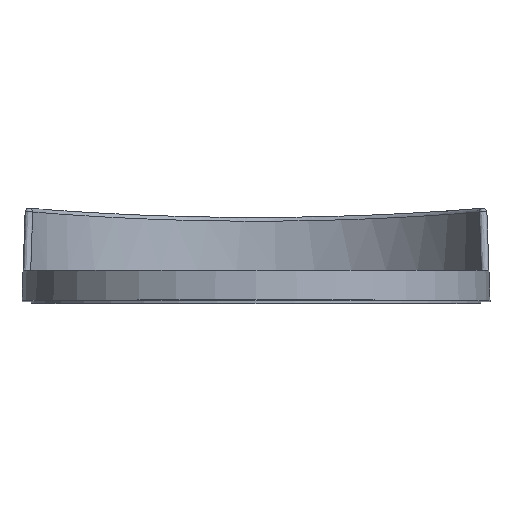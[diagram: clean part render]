
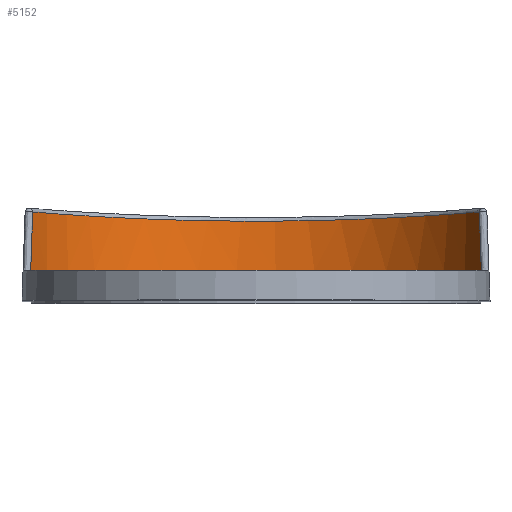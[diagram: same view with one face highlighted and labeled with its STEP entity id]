
A CAD part, top view. The second image highlights one B-rep face of the part: STEP entity #5152.
In plain terms, the highlighted conical face has half-angle 2 degrees and reference radius 15.216 mm.
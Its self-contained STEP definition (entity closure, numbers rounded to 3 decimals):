
#922=CARTESIAN_POINT('',(0.,1.9,-10.075));
#923=DIRECTION('',(0.,1.,0.));
#924=DIRECTION('',(0.945,0.,-0.328));
#925=AXIS2_PLACEMENT_3D('',#922,#923,#924);
#1124=CARTESIAN_POINT('',(-14.187,5.662,
-15.754));
#1125=CARTESIAN_POINT('',(-13.905,5.639,
-16.457));
#1126=CARTESIAN_POINT('',(-13.235,5.586,
-17.821));
#1127=CARTESIAN_POINT('',(-11.936,5.493,
-19.698));
#1128=CARTESIAN_POINT('',(-10.372,5.393,
-21.361));
#1129=CARTESIAN_POINT('',(-8.58,5.297,
-22.773));
#1130=CARTESIAN_POINT('',(-6.599,5.211,
-23.903));
#1131=CARTESIAN_POINT('',(-4.474,5.144,
-24.727));
#1132=CARTESIAN_POINT('',(-2.251,5.102,
-25.227));
#1133=CARTESIAN_POINT('',(0.019,5.087,
-25.393));
#1134=CARTESIAN_POINT('',(2.289,5.102,-25.221));
#1135=CARTESIAN_POINT('',(4.511,5.145,-24.716));
#1136=CARTESIAN_POINT('',(6.635,5.212,-23.886));
#1137=CARTESIAN_POINT('',(8.612,5.298,-22.751));
#1138=CARTESIAN_POINT('',(10.402,5.395,-21.334));
#1139=CARTESIAN_POINT('',(11.958,5.494,-19.671));
#1140=CARTESIAN_POINT('',(13.262,5.588,-17.775));
#1141=CARTESIAN_POINT('',(13.913,5.64,-16.437));
#1142=CARTESIAN_POINT('',(14.187,5.662,-15.754));
#1183=CARTESIAN_POINT('',(14.187,5.662,-15.754));
#1184=CARTESIAN_POINT('',(14.196,5.391,-15.706));
#1185=CARTESIAN_POINT('',(14.215,4.828,-15.604));
#1186=CARTESIAN_POINT('',(14.246,3.919,-15.435));
#1187=CARTESIAN_POINT('',(14.279,2.946,-15.248));
#1188=CARTESIAN_POINT('',(14.302,2.256,-15.11));
#1189=CARTESIAN_POINT('',(14.314,1.9,-15.038));
#1228=CARTESIAN_POINT('',(-14.314,1.9,
-15.038));
#1229=CARTESIAN_POINT('',(-14.302,2.257,
-15.111));
#1230=CARTESIAN_POINT('',(-14.279,2.95,
-15.249));
#1231=CARTESIAN_POINT('',(-14.246,3.923,
-15.436));
#1232=CARTESIAN_POINT('',(-14.215,4.831,
-15.605));
#1233=CARTESIAN_POINT('',(-14.196,5.392,
-15.706));
#1234=CARTESIAN_POINT('',(-14.187,5.662,
-15.754));
#3351=VERTEX_POINT('',#1183);
#3352=VERTEX_POINT('',#1189);
#3354=VERTEX_POINT('',#1124);
#3356=VERTEX_POINT('',#1228);
#5139=CARTESIAN_POINT('',(0.,3.781,-10.075));
#5140=DIRECTION('',(0.,1.,0.));
#5141=DIRECTION('',(-1.,0.,0.));
#5142=AXIS2_PLACEMENT_3D('',#5139,#5140,#5141);
#5143=CONICAL_SURFACE('',#5142,15.216,2.);
#5145=ORIENTED_EDGE('',*,*,#5144,.T.);
#5146=ORIENTED_EDGE('',*,*,#4818,.T.);
#5148=ORIENTED_EDGE('',*,*,#5147,.T.);
#5149=ORIENTED_EDGE('',*,*,#5129,.T.);
#5150=EDGE_LOOP('',(#5145,#5146,#5148,#5149));
#5151=FACE_OUTER_BOUND('',#5150,.F.);
#5152=ADVANCED_FACE('',(#5151),#5143,.F.);
#926=CIRCLE('',#925,15.15);
#1143=B_SPLINE_CURVE_WITH_KNOTS('',3,(#1124,#1125,#1126,#1127,#1128,#1129,#1130,
#1131,#1132,#1133,#1134,#1135,#1136,#1137,#1138,#1139,#1140,#1141,#1142),
.UNSPECIFIED.,.F.,.F.,(4,1,1,1,1,1,1,1,1,1,1,1,1,1,1,1,4),(0.,0.063,0.125,
0.188,0.25,0.313,0.375,0.438,0.5,0.563,0.625,0.688,
0.75,0.813,0.875,0.938,1.),.UNSPECIFIED.);
#1190=B_SPLINE_CURVE_WITH_KNOTS('',3,(#1183,#1184,#1185,#1186,#1187,#1188,
#1189),.UNSPECIFIED.,.F.,.F.,(4,1,1,1,4),(0.,0.25,0.5,0.75,1.),
.UNSPECIFIED.);
#1235=B_SPLINE_CURVE_WITH_KNOTS('',3,(#1228,#1229,#1230,#1231,#1232,#1233,
#1234),.UNSPECIFIED.,.F.,.F.,(4,1,1,1,4),(0.,0.25,0.5,0.75,1.),
.UNSPECIFIED.);
#4818=EDGE_CURVE('',#3352,#3356,#926,.T.);
#5129=EDGE_CURVE('',#3354,#3351,#1143,.T.);
#5144=EDGE_CURVE('',#3351,#3352,#1190,.T.);
#5147=EDGE_CURVE('',#3356,#3354,#1235,.T.);
